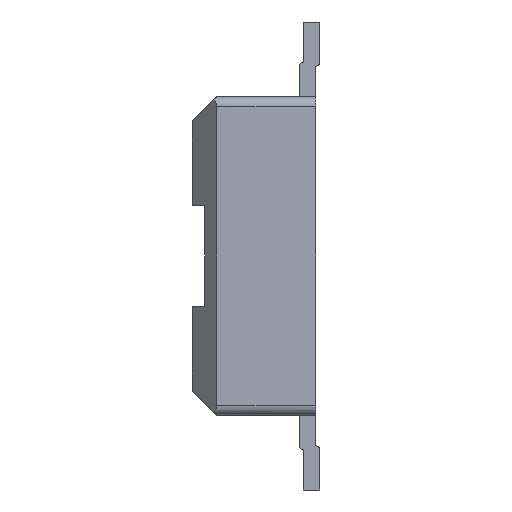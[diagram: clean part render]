
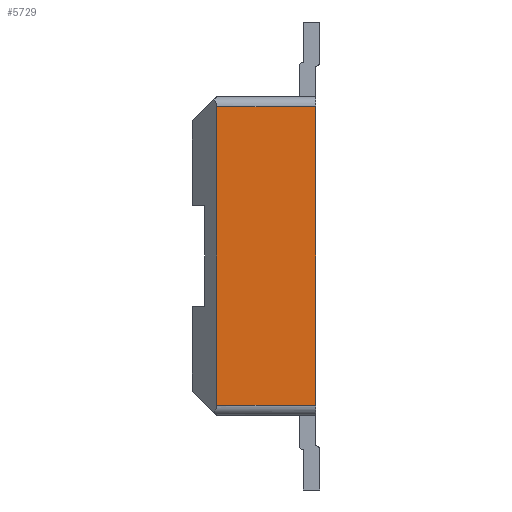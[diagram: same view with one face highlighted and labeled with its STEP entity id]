
A CAD part, left-side view. The second image highlights one B-rep face of the part: STEP entity #5729.
In plain terms, the highlighted planar face has unit normal (-1, 0, 0).
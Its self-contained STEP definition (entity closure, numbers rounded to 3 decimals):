
#1=DIRECTION('',(0.,-1.,0.));
#2=VECTOR('',#1,0.49);
#3=CARTESIAN_POINT('',(-1.65,0.49,-0.74));
#4=LINE('',#3,#2);
#5=DIRECTION('',(0.,0.,-1.));
#6=VECTOR('',#5,1.48);
#7=CARTESIAN_POINT('',(-1.65,0.49,0.74));
#8=LINE('',#7,#6);
#9=DIRECTION('',(0.,1.,0.));
#10=VECTOR('',#9,0.49);
#11=CARTESIAN_POINT('',(-1.65,0.,0.74));
#12=LINE('',#11,#10);
#13=DIRECTION('',(0.,0.,-1.));
#14=VECTOR('',#13,1.48);
#15=CARTESIAN_POINT('',(-1.65,0.,0.74));
#16=LINE('',#15,#14);
#4511=CARTESIAN_POINT('',(-1.65,0.,-0.74));
#4513=VERTEX_POINT('',#4511);
#4517=CARTESIAN_POINT('',(-1.65,0.49,-0.74));
#4518=VERTEX_POINT('',#4517);
#4535=CARTESIAN_POINT('',(-1.65,0.,0.74));
#4536=VERTEX_POINT('',#4535);
#4537=CARTESIAN_POINT('',(-1.65,0.49,0.74));
#4538=VERTEX_POINT('',#4537);
#5714=CARTESIAN_POINT('',(-1.65,0.,0.));
#5715=DIRECTION('',(1.,0.,0.));
#5716=DIRECTION('',(0.,0.,-1.));
#5717=AXIS2_PLACEMENT_3D('',#5714,#5715,#5716);
#5718=PLANE('',#5717);
#5720=ORIENTED_EDGE('',*,*,#5719,.F.);
#5722=ORIENTED_EDGE('',*,*,#5721,.F.);
#5724=ORIENTED_EDGE('',*,*,#5723,.F.);
#5726=ORIENTED_EDGE('',*,*,#5725,.T.);
#5727=EDGE_LOOP('',(#5720,#5722,#5724,#5726));
#5728=FACE_OUTER_BOUND('',#5727,.F.);
#5729=ADVANCED_FACE('',(#5728),#5718,.F.);
#5719=EDGE_CURVE('',#4518,#4513,#4,.T.);
#5721=EDGE_CURVE('',#4538,#4518,#8,.T.);
#5723=EDGE_CURVE('',#4536,#4538,#12,.T.);
#5725=EDGE_CURVE('',#4536,#4513,#16,.T.);
